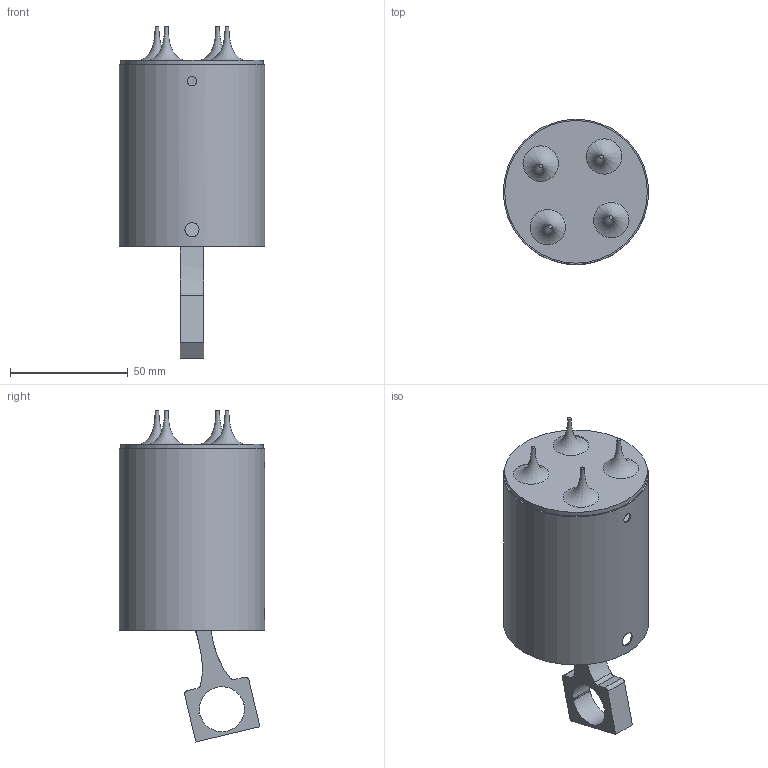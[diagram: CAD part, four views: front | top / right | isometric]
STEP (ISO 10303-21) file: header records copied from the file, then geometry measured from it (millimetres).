
FILE_DESCRIPTION(/* description */ (''),/* implementation_level */ '2;1');
FILE_NAME(/* name */ 'piston v1.step',/* time_stamp */ '2025-08-04T23:01:59+01:00',/* author */ (''),/* organization */ (''),/* preprocessor_version */ 'ST-DEVELOPER v20.1',/* originating_system */ 'Autodesk Translation Framework v14.10.0.0',/* authorisation */ '');
FILE_SCHEMA (('AUTOMOTIVE_DESIGN { 1 0 10303 214 3 1 1 }'));
Length unit declared in the file: centimetre
Products named in the file (6): piston; head; head supp; steel ; valve v1; Component5
Assembly tree (5 placements, depth 2):
  piston
    head
    head supp
    steel 
    valve v1
    Component5
Bounding box: 61.67 x 61.67 x 140.91 mm (x, y, z)
Volume: 63700.3 mm3; surface area: 66317.5 mm2
Topology: 9 solids, 9 shells, 59 faces, 126 edges, 86 vertices
Faces by surface type: plane 33, cylinder 20, bspline 6
Full cylindrical faces by diameter (mm): 4 x1, 6 x1, 9 x1, 15 x4, 54.015 x1, 60 x1, 60.511 x2, 61.668 x1
Entity records: 2605 total; most frequent: CARTESIAN_POINT 1128, DIRECTION 280, ORIENTED_EDGE 252, EDGE_CURVE 126, AXIS2_PLACEMENT_3D 108, VERTEX_POINT 86, EDGE_LOOP 78, LINE 64
